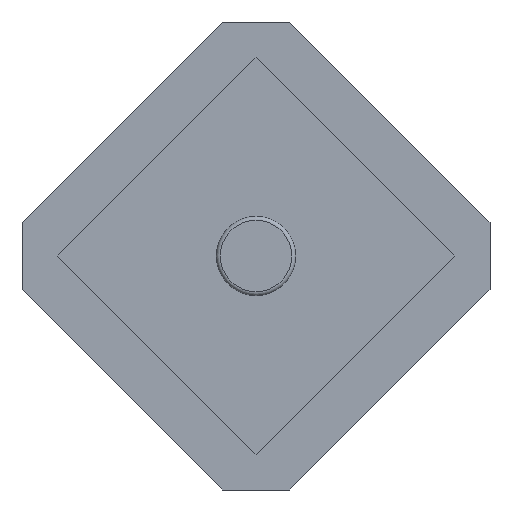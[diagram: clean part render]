
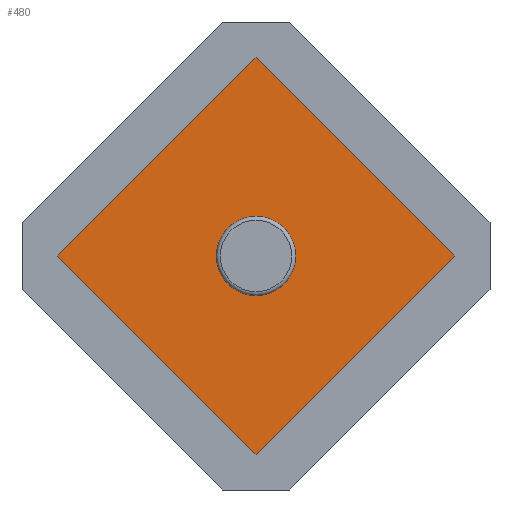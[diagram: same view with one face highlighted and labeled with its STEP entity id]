
A CAD part, front view. The second image highlights one B-rep face of the part: STEP entity #480.
In plain terms, the highlighted planar face has unit normal (0, -1, 0).
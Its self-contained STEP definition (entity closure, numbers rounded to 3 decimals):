
#23=FACE_BOUND('',#190,.T.);
#31=LINE('',#741,#84);
#32=LINE('',#743,#85);
#33=LINE('',#745,#86);
#34=LINE('',#746,#87);
#84=VECTOR('',#600,10.);
#85=VECTOR('',#601,10.);
#86=VECTOR('',#602,10.);
#87=VECTOR('',#603,10.);
#139=PLANE('',#532);
#162=FACE_OUTER_BOUND('',#189,.T.);
#189=EDGE_LOOP('',(#362,#363,#364,#365));
#190=EDGE_LOOP('',(#366));
#220=CIRCLE('',#526,1.);
#233=VERTEX_POINT('',#718);
#242=VERTEX_POINT('',#739);
#243=VERTEX_POINT('',#740);
#244=VERTEX_POINT('',#742);
#245=VERTEX_POINT('',#744);
#280=EDGE_CURVE('',#233,#233,#220,.T.);
#289=EDGE_CURVE('',#242,#243,#31,.T.);
#290=EDGE_CURVE('',#244,#242,#32,.T.);
#291=EDGE_CURVE('',#245,#244,#33,.T.);
#292=EDGE_CURVE('',#243,#245,#34,.T.);
#362=ORIENTED_EDGE('',*,*,#289,.F.);
#363=ORIENTED_EDGE('',*,*,#290,.F.);
#364=ORIENTED_EDGE('',*,*,#291,.F.);
#365=ORIENTED_EDGE('',*,*,#292,.F.);
#366=ORIENTED_EDGE('',*,*,#280,.F.);
#480=ADVANCED_FACE('',(#162,#23),#139,.F.);
#526=AXIS2_PLACEMENT_3D('',#720,#582,#583);
#532=AXIS2_PLACEMENT_3D('',#738,#598,#599);
#582=DIRECTION('center_axis',(0.,-1.,0.));
#583=DIRECTION('ref_axis',(1.,0.,0.));
#598=DIRECTION('center_axis',(0.,1.,0.));
#599=DIRECTION('ref_axis',(-1.,0.,0.));
#600=DIRECTION('',(0.707,0.,-0.707));
#601=DIRECTION('',(0.707,0.,0.707));
#602=DIRECTION('',(-0.707,0.,0.707));
#603=DIRECTION('',(-0.707,0.,-0.707));
#718=CARTESIAN_POINT('',(-1.,3.3,0.));
#720=CARTESIAN_POINT('Origin',(0.,3.3,0.));
#738=CARTESIAN_POINT('Origin',(0.,3.3,0.));
#739=CARTESIAN_POINT('',(0.,3.3,5.));
#740=CARTESIAN_POINT('',(5.,3.3,0.));
#741=CARTESIAN_POINT('',(1.25,3.3,3.75));
#742=CARTESIAN_POINT('',(-5.,3.3,0.));
#743=CARTESIAN_POINT('',(-3.75,3.3,1.25));
#744=CARTESIAN_POINT('',(0.,3.3,-5.));
#745=CARTESIAN_POINT('',(-1.25,3.3,-3.75));
#746=CARTESIAN_POINT('',(3.75,3.3,-1.25));
